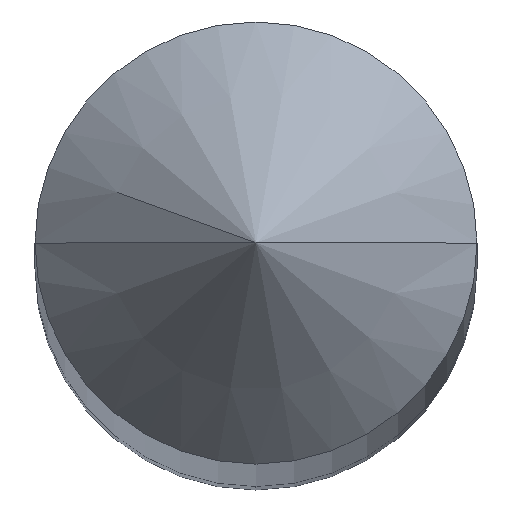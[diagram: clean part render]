
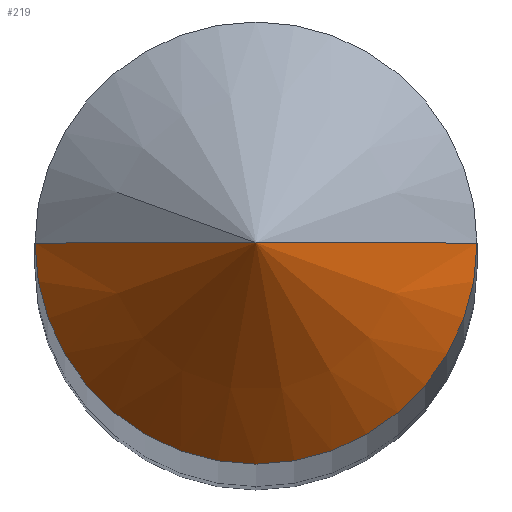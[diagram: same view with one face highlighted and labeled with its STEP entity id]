
A CAD part, top view. The second image highlights one B-rep face of the part: STEP entity #219.
In plain terms, the highlighted conical face has half-angle 45 degrees and reference radius 0.3 mm.
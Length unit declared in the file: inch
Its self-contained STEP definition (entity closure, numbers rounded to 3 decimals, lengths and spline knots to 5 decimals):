
#6 = VECTOR ( 'NONE', #267, 39.37008 ) ;
#9 = DIRECTION ( 'NONE',  ( 0.707, 0., -0.707 ) ) ;
#31 = DIRECTION ( 'NONE',  ( 1., 0., 0. ) ) ;
#33 = ORIENTED_EDGE ( 'NONE', *, *, #287, .T. ) ;
#52 = CARTESIAN_POINT ( 'NONE',  ( 0., 0., -0.03125 ) ) ;
#98 = DIRECTION ( 'NONE',  ( 0., 0., -1. ) ) ;
#105 = LINE ( 'NONE', #242, #6 ) ;
#110 = ORIENTED_EDGE ( 'NONE', *, *, #337, .T. ) ;
#125 = LINE ( 'NONE', #237, #269 ) ;
#128 = CARTESIAN_POINT ( 'NONE',  ( -0.0118, 0., -0.03125 ) ) ;
#138 = EDGE_LOOP ( 'NONE', ( #216, #33, #110 ) ) ;
#144 = FACE_OUTER_BOUND ( 'NONE', #138, .T. ) ;
#148 = AXIS2_PLACEMENT_3D ( 'NONE', #353, #98, #208 ) ;
#191 = VERTEX_POINT ( 'NONE', #204 ) ;
#197 = DIRECTION ( 'NONE',  ( 0., 0., 1. ) ) ;
#204 = CARTESIAN_POINT ( 'NONE',  ( 0.0118, 0., -0.03125 ) ) ;
#208 = DIRECTION ( 'NONE',  ( -1., 0., 0. ) ) ;
#214 = EDGE_CURVE ( 'NONE', #360, #191, #125, .T. ) ;
#216 = ORIENTED_EDGE ( 'NONE', *, *, #214, .F. ) ;
#219 = ADVANCED_FACE ( 'NONE', ( #144 ), #225, .T. ) ;
#225 = CONICAL_SURFACE ( 'NONE', #148, 0.0118, 0.785 ) ;
#237 = CARTESIAN_POINT ( 'NONE',  ( 0.0118, 0., -0.03125 ) ) ;
#242 = CARTESIAN_POINT ( 'NONE',  ( -0.0118, 0., -0.03125 ) ) ;
#267 = DIRECTION ( 'NONE',  ( -0.707, 0., -0.707 ) ) ;
#269 = VECTOR ( 'NONE', #9, 39.37008 ) ;
#275 = VERTEX_POINT ( 'NONE', #128 ) ;
#282 = CIRCLE ( 'NONE', #295, 0.0118 ) ;
#287 = EDGE_CURVE ( 'NONE', #360, #275, #105, .T. ) ;
#295 = AXIS2_PLACEMENT_3D ( 'NONE', #52, #197, #31 ) ;
#337 = EDGE_CURVE ( 'NONE', #275, #191, #282, .T. ) ;
#341 = CARTESIAN_POINT ( 'NONE',  ( 0., 0., -0.01945 ) ) ;
#353 = CARTESIAN_POINT ( 'NONE',  ( 0., 0., -0.03125 ) ) ;
#360 = VERTEX_POINT ( 'NONE', #341 ) ;
